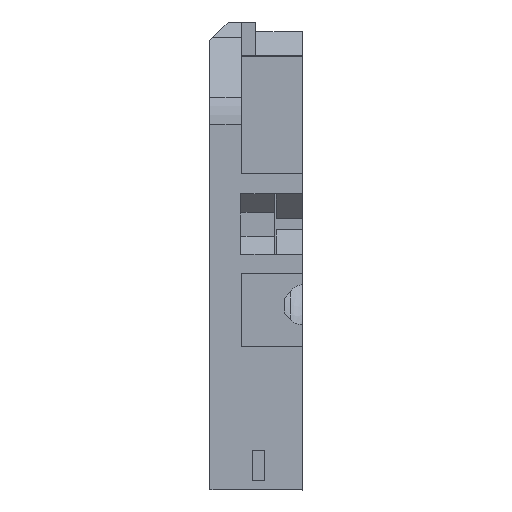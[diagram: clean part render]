
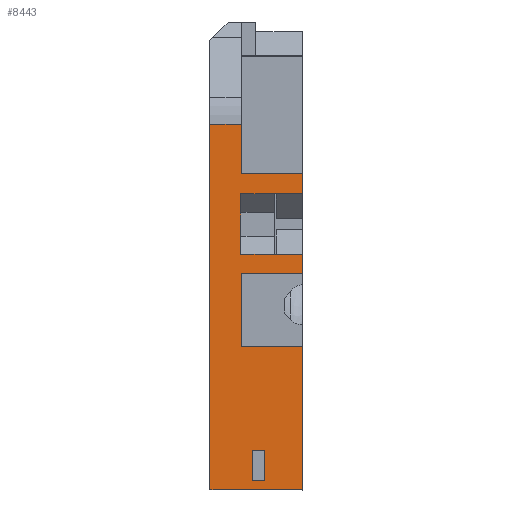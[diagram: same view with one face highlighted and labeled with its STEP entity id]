
A CAD part, top view. The second image highlights one B-rep face of the part: STEP entity #8443.
In plain terms, the highlighted planar face has unit normal (0, 0, 1).
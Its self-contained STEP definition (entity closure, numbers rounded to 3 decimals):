
#137=FACE_BOUND('',#691,.T.);
#206=FACE_OUTER_BOUND('',#690,.T.);
#690=EDGE_LOOP('',(#5663,#5664,#5665,#5666,#5667,#5668,#5669,#5670,#5671,
#5672,#5673,#5674,#5675,#5676,#5677));
#691=EDGE_LOOP('',(#5678,#5679,#5680,#5681));
#1346=LINE('',#11813,#2422);
#1400=LINE('',#11951,#2476);
#1411=LINE('',#11977,#2487);
#1412=LINE('',#11979,#2488);
#1413=LINE('',#11981,#2489);
#1414=LINE('',#11983,#2490);
#1415=LINE('',#11985,#2491);
#1416=LINE('',#11987,#2492);
#1417=LINE('',#11989,#2493);
#1418=LINE('',#11991,#2494);
#1419=LINE('',#11993,#2495);
#1420=LINE('',#11995,#2496);
#1421=LINE('',#11997,#2497);
#1422=LINE('',#11999,#2498);
#1423=LINE('',#12000,#2499);
#1424=LINE('',#12003,#2500);
#1425=LINE('',#12005,#2501);
#1426=LINE('',#12007,#2502);
#1427=LINE('',#12008,#2503);
#2422=VECTOR('',#9543,10.);
#2476=VECTOR('',#9643,10.);
#2487=VECTOR('',#9666,10.);
#2488=VECTOR('',#9667,10.);
#2489=VECTOR('',#9668,10.);
#2490=VECTOR('',#9669,10.);
#2491=VECTOR('',#9670,10.);
#2492=VECTOR('',#9671,10.);
#2493=VECTOR('',#9672,10.);
#2494=VECTOR('',#9673,10.);
#2495=VECTOR('',#9674,10.);
#2496=VECTOR('',#9675,10.);
#2497=VECTOR('',#9676,10.);
#2498=VECTOR('',#9677,10.);
#2499=VECTOR('',#9678,10.);
#2500=VECTOR('',#9679,10.);
#2501=VECTOR('',#9680,10.);
#2502=VECTOR('',#9681,10.);
#2503=VECTOR('',#9682,10.);
#3503=VERTEX_POINT('',#11810);
#3504=VERTEX_POINT('',#11812);
#3565=VERTEX_POINT('',#11949);
#3574=VERTEX_POINT('',#11976);
#3575=VERTEX_POINT('',#11978);
#3576=VERTEX_POINT('',#11980);
#3577=VERTEX_POINT('',#11982);
#3578=VERTEX_POINT('',#11984);
#3579=VERTEX_POINT('',#11986);
#3580=VERTEX_POINT('',#11988);
#3581=VERTEX_POINT('',#11990);
#3582=VERTEX_POINT('',#11992);
#3583=VERTEX_POINT('',#11994);
#3584=VERTEX_POINT('',#11996);
#3585=VERTEX_POINT('',#11998);
#3586=VERTEX_POINT('',#12001);
#3587=VERTEX_POINT('',#12002);
#3588=VERTEX_POINT('',#12004);
#3589=VERTEX_POINT('',#12006);
#4323=EDGE_CURVE('',#3503,#3504,#1346,.T.);
#4392=EDGE_CURVE('',#3565,#3503,#1400,.T.);
#4405=EDGE_CURVE('',#3565,#3574,#1411,.T.);
#4406=EDGE_CURVE('',#3574,#3575,#1412,.T.);
#4407=EDGE_CURVE('',#3576,#3575,#1413,.T.);
#4408=EDGE_CURVE('',#3576,#3577,#1414,.T.);
#4409=EDGE_CURVE('',#3578,#3577,#1415,.T.);
#4410=EDGE_CURVE('',#3579,#3578,#1416,.T.);
#4411=EDGE_CURVE('',#3579,#3580,#1417,.T.);
#4412=EDGE_CURVE('',#3580,#3581,#1418,.T.);
#4413=EDGE_CURVE('',#3581,#3582,#1419,.T.);
#4414=EDGE_CURVE('',#3582,#3583,#1420,.T.);
#4415=EDGE_CURVE('',#3584,#3583,#1421,.T.);
#4416=EDGE_CURVE('',#3584,#3585,#1422,.T.);
#4417=EDGE_CURVE('',#3504,#3585,#1423,.T.);
#4418=EDGE_CURVE('',#3586,#3587,#1424,.T.);
#4419=EDGE_CURVE('',#3587,#3588,#1425,.T.);
#4420=EDGE_CURVE('',#3589,#3588,#1426,.T.);
#4421=EDGE_CURVE('',#3589,#3586,#1427,.T.);
#5663=ORIENTED_EDGE('',*,*,#4405,.T.);
#5664=ORIENTED_EDGE('',*,*,#4406,.T.);
#5665=ORIENTED_EDGE('',*,*,#4407,.F.);
#5666=ORIENTED_EDGE('',*,*,#4408,.T.);
#5667=ORIENTED_EDGE('',*,*,#4409,.F.);
#5668=ORIENTED_EDGE('',*,*,#4410,.F.);
#5669=ORIENTED_EDGE('',*,*,#4411,.T.);
#5670=ORIENTED_EDGE('',*,*,#4412,.T.);
#5671=ORIENTED_EDGE('',*,*,#4413,.T.);
#5672=ORIENTED_EDGE('',*,*,#4414,.T.);
#5673=ORIENTED_EDGE('',*,*,#4415,.F.);
#5674=ORIENTED_EDGE('',*,*,#4416,.T.);
#5675=ORIENTED_EDGE('',*,*,#4417,.F.);
#5676=ORIENTED_EDGE('',*,*,#4323,.F.);
#5677=ORIENTED_EDGE('',*,*,#4392,.F.);
#5678=ORIENTED_EDGE('',*,*,#4418,.T.);
#5679=ORIENTED_EDGE('',*,*,#4419,.T.);
#5680=ORIENTED_EDGE('',*,*,#4420,.F.);
#5681=ORIENTED_EDGE('',*,*,#4421,.T.);
#8035=PLANE('',#8963);
#8443=ADVANCED_FACE('',(#206,#137),#8035,.T.);
#8963=AXIS2_PLACEMENT_3D('',#11975,#9664,#9665);
#9543=DIRECTION('',(0.,1.,0.));
#9643=DIRECTION('',(-1.,0.,0.));
#9664=DIRECTION('center_axis',(0.,0.,1.));
#9665=DIRECTION('ref_axis',(0.,-1.,0.));
#9666=DIRECTION('',(1.,0.,0.));
#9667=DIRECTION('',(0.,1.,0.));
#9668=DIRECTION('',(1.,0.,0.));
#9669=DIRECTION('',(0.,1.,0.));
#9670=DIRECTION('',(-1.,0.,0.));
#9671=DIRECTION('',(0.,-1.,0.));
#9672=DIRECTION('',(-1.,0.,0.));
#9673=DIRECTION('',(0.,1.,0.));
#9674=DIRECTION('',(1.,0.,0.));
#9675=DIRECTION('',(0.,1.,0.));
#9676=DIRECTION('',(1.,0.,0.));
#9677=DIRECTION('',(0.,1.,0.));
#9678=DIRECTION('',(1.,0.,0.));
#9679=DIRECTION('',(1.,0.,0.));
#9680=DIRECTION('',(0.,-1.,0.));
#9681=DIRECTION('',(1.,0.,0.));
#9682=DIRECTION('',(0.,1.,0.));
#11810=CARTESIAN_POINT('',(-17.5,-109.702,9.17));
#11812=CARTESIAN_POINT('',(-17.5,-40.75,9.17));
#11813=CARTESIAN_POINT('',(-17.5,-55.153,9.17));
#11949=CARTESIAN_POINT('',(-16.85,-109.702,9.17));
#11951=CARTESIAN_POINT('',(-16.85,-109.702,9.17));
#11975=CARTESIAN_POINT('Origin',(-13.5,-42.954,9.17));
#11976=CARTESIAN_POINT('',(0.,-109.702,9.17));
#11977=CARTESIAN_POINT('',(-10.875,-109.702,9.17));
#11978=CARTESIAN_POINT('',(0.,-82.702,9.17));
#11979=CARTESIAN_POINT('',(0.,-83.202,9.17));
#11980=CARTESIAN_POINT('',(-11.5,-82.702,9.17));
#11981=CARTESIAN_POINT('',(-11.55,-82.702,9.17));
#11982=CARTESIAN_POINT('',(-11.5,-68.902,9.17));
#11983=CARTESIAN_POINT('',(-11.5,-59.316,9.17));
#11984=CARTESIAN_POINT('',(0.,-68.902,9.17));
#11985=CARTESIAN_POINT('',(-10.312,-68.902,9.17));
#11986=CARTESIAN_POINT('',(0.,-65.302,9.17));
#11987=CARTESIAN_POINT('',(0.,-68.802,9.17));
#11988=CARTESIAN_POINT('',(-11.6,-65.302,9.17));
#11989=CARTESIAN_POINT('',(-2.875,-65.302,9.17));
#11990=CARTESIAN_POINT('',(-11.6,-53.9,9.17));
#11991=CARTESIAN_POINT('',(-11.6,-52.778,9.17));
#11992=CARTESIAN_POINT('',(0.,-53.9,9.17));
#11993=CARTESIAN_POINT('',(-1.,-53.9,9.17));
#11994=CARTESIAN_POINT('',(0.,-50.,9.17));
#11995=CARTESIAN_POINT('',(0.,-53.683,9.17));
#11996=CARTESIAN_POINT('',(-11.5,-50.,9.17));
#11997=CARTESIAN_POINT('',(-0.75,-50.,9.17));
#11998=CARTESIAN_POINT('',(-11.5,-40.75,9.17));
#11999=CARTESIAN_POINT('',(-11.5,-38.214,9.17));
#12000=CARTESIAN_POINT('',(-12.5,-40.75,9.17));
#12001=CARTESIAN_POINT('',(-9.5,-102.241,9.17));
#12002=CARTESIAN_POINT('',(-7.2,-102.241,9.17));
#12003=CARTESIAN_POINT('',(-10.5,-102.241,9.17));
#12004=CARTESIAN_POINT('',(-7.2,-107.941,9.17));
#12005=CARTESIAN_POINT('',(-7.2,-72.848,9.17));
#12006=CARTESIAN_POINT('',(-9.5,-107.941,9.17));
#12007=CARTESIAN_POINT('',(-10.5,-107.941,9.17));
#12008=CARTESIAN_POINT('',(-9.5,-72.848,9.17));
